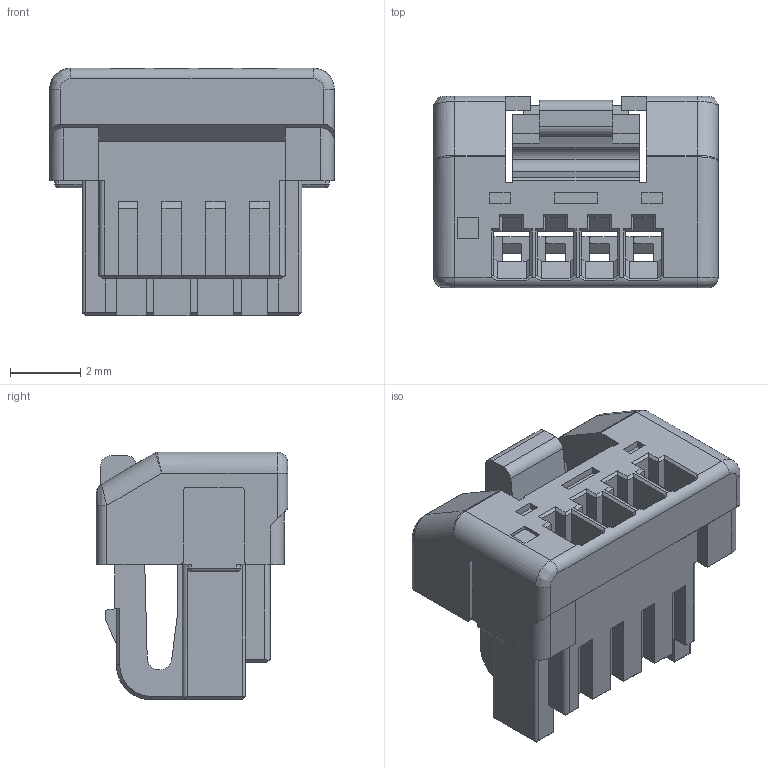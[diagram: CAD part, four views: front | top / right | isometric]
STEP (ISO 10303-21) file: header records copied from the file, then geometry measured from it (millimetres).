
FILE_DESCRIPTION(('STEP AP242'),'1');
FILE_NAME('502380-0400.stp','2023-01-29T02:51:15',('TraceParts'),('TraceParts S.A.'),'Spatial InterOp 3D',' ',' ');
FILE_SCHEMA(('AP242_MANAGED_MODEL_BASED_3D_ENGINEERING_MIM_LF {1 0 10303 442 1 1 4}'));
Length unit declared in the file: millimetre
Products named in the file (1): 502380-0400
Bounding box: 8.1 x 5.45 x 7.05 mm (x, y, z)
Volume: 128 mm3; surface area: 454.5 mm2
Topology: 1 solids, 1 shells, 465 faces, 1277 edges, 804 vertices
Faces by surface type: plane 388, cylinder 65, bspline 5, sphere 4, cone 2, torus 1
Entity records: 14759 total; most frequent: CARTESIAN_POINT 2962, ORIENTED_EDGE 2554, DIRECTION 2293, EDGE_CURVE 1277, LINE 1119, VECTOR 1119, VERTEX_POINT 804, AXIS2_PLACEMENT_3D 587
